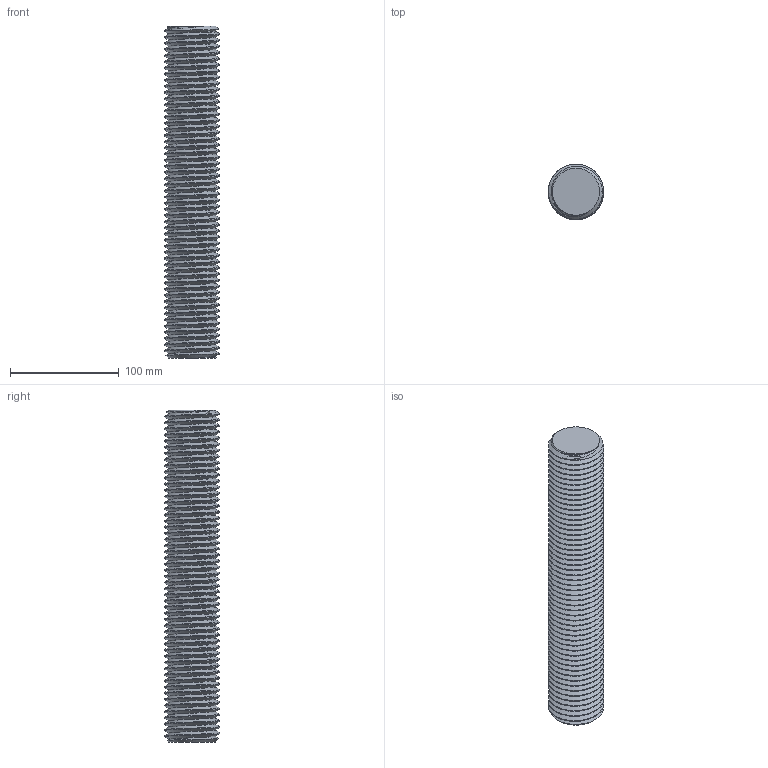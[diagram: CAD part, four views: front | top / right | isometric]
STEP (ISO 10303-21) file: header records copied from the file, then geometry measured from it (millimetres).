
FILE_DESCRIPTION (( 'STEP AP203' ), '1' );
FILE_NAME ('90322A707_High-Strength Steel Threaded Rod.STEP', '2023-08-01T15:14:53', ( 'Administrator' ), ( 'Managed by Terraform' ), 'SwSTEP 2.0', 'SolidWorks 2017', '' );
FILE_SCHEMA (( 'CONFIG_CONTROL_DESIGN' ));
Length unit declared in the file: inch
Products named in the file (1): 90322A707_High-Strength Steel Threaded Rod
Bounding box: 50.8 x 50.74 x 304.8 mm (x, y, z)
Volume: 532696.3 mm3; surface area: 81571.6 mm2
Topology: 1 solids, 1 shells, 117 faces, 344 edges, 229 vertices
Faces by surface type: cylinder 107, cone 5, bspline 3, plane 2
Entity records: 13442 total; most frequent: CARTESIAN_POINT 10916, ORIENTED_EDGE 688, DIRECTION 355, EDGE_CURVE 344, VERTEX_POINT 229, AXIS2_PLACEMENT_3D 122, FACE_OUTER_BOUND 117, EDGE_LOOP 117
